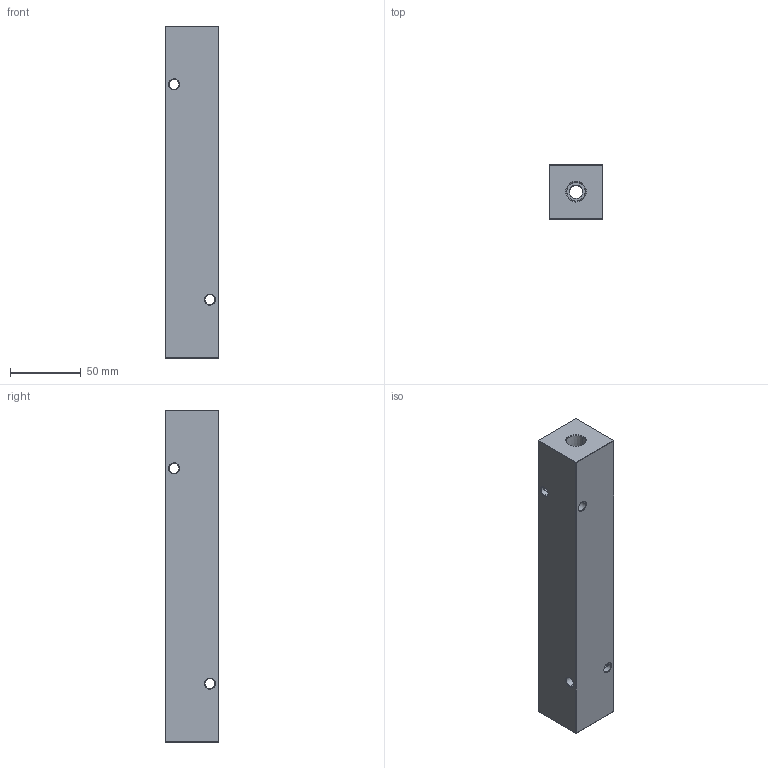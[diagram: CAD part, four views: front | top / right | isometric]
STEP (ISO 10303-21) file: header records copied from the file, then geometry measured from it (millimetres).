
FILE_DESCRIPTION (( 'STEP AP203' ), '1' );
FILE_NAME ('HM-6-90-P-4-2.STEP', '2020-10-29T19:25:32', ( '' ), ( '' ), 'SwSTEP 2.0', 'SolidWorks 2019', '' );
FILE_SCHEMA (( 'CONFIG_CONTROL_DESIGN' ));
Length unit declared in the file: inch
Products named in the file (1): HM-6-90-P-4-2
Bounding box: 38.1 x 38.1 x 234.95 mm (x, y, z)
Volume: 305356.2 mm3; surface area: 52115.1 mm2
Topology: 1 solids, 1 shells, 531 faces, 1387 edges, 902 vertices
Faces by surface type: plane 258, bspline 183, cone 48, cylinder 42
Entity records: 25830 total; most frequent: CARTESIAN_POINT 13938, ORIENTED_EDGE 2774, DIRECTION 1781, EDGE_CURVE 1387, VERTEX_POINT 902, LINE 843, VECTOR 843, EDGE_LOOP 613
